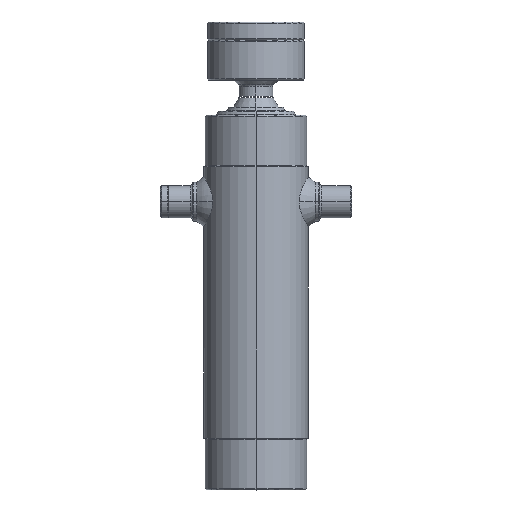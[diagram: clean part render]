
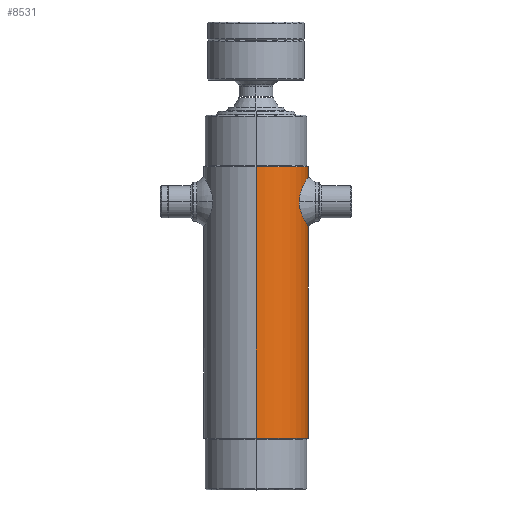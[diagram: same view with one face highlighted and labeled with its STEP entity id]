
A CAD part, top view. The second image highlights one B-rep face of the part: STEP entity #8531.
In plain terms, the highlighted cylindrical face has radius 40.4 mm (diameter 80.8 mm), a partial arc.
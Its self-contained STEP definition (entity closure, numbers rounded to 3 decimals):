
#106 = ORIENTED_EDGE ( 'NONE', *, *, #7791, .T. ) ;
#300 = DIRECTION ( 'NONE',  ( 0., 1., 0. ) ) ;
#373 = CARTESIAN_POINT ( 'NONE',  ( 0., 305.389, 40.4 ) ) ;
#773 = VECTOR ( 'NONE', #2887, 1000. ) ;
#1126 = FACE_OUTER_BOUND ( 'NONE', #5955, .T. ) ;
#1307 = EDGE_CURVE ( 'NONE', #9192, #4444, #5694, .T. ) ;
#1337 = EDGE_CURVE ( 'NONE', #4444, #5677, #4059, .T. ) ;
#1348 = DIRECTION ( 'NONE',  ( 0., 1., 0. ) ) ;
#2114 = CARTESIAN_POINT ( 'NONE',  ( 0., 250., 0. ) ) ;
#2138 = CARTESIAN_POINT ( 'NONE',  ( 0., 40., -40.4 ) ) ;
#2538 = ORIENTED_EDGE ( 'NONE', *, *, #1307, .F. ) ;
#2572 = CARTESIAN_POINT ( 'NONE',  ( 0., 305.389, 0. ) ) ;
#2606 = EDGE_CURVE ( 'NONE', #4535, #5677, #5653, .T. ) ;
#2887 = DIRECTION ( 'NONE',  ( 0., 1., 0. ) ) ;
#3648 = CARTESIAN_POINT ( 'NONE',  ( 0., 250., 40.4 ) ) ;
#4059 = CIRCLE ( 'NONE', #5510, 40.4 ) ;
#4131 = DIRECTION ( 'NONE',  ( 0., 0., 1. ) ) ;
#4399 = CARTESIAN_POINT ( 'NONE',  ( 0., 305.389, -40.4 ) ) ;
#4444 = VERTEX_POINT ( 'NONE', #3648 ) ;
#4535 = VERTEX_POINT ( 'NONE', #2138 ) ;
#4930 = AXIS2_PLACEMENT_3D ( 'NONE', #2572, #7039, #4131 ) ;
#5510 = AXIS2_PLACEMENT_3D ( 'NONE', #2114, #9744, #9709 ) ;
#5653 = LINE ( 'NONE', #4399, #773 ) ;
#5677 = VERTEX_POINT ( 'NONE', #6957 ) ;
#5694 = LINE ( 'NONE', #373, #5761 ) ;
#5761 = VECTOR ( 'NONE', #300, 1000. ) ;
#5948 = CARTESIAN_POINT ( 'NONE',  ( 0., 40., 0. ) ) ;
#5955 = EDGE_LOOP ( 'NONE', ( #106, #8530, #7854, #2538 ) ) ;
#6664 = DIRECTION ( 'NONE',  ( 0., 0., 1. ) ) ;
#6957 = CARTESIAN_POINT ( 'NONE',  ( 0., 250., -40.4 ) ) ;
#7039 = DIRECTION ( 'NONE',  ( 0., 1., 0. ) ) ;
#7497 = CIRCLE ( 'NONE', #7731, 40.4 ) ;
#7731 = AXIS2_PLACEMENT_3D ( 'NONE', #5948, #1348, #6664 ) ;
#7791 = EDGE_CURVE ( 'NONE', #9192, #4535, #7497, .T. ) ;
#7854 = ORIENTED_EDGE ( 'NONE', *, *, #1337, .F. ) ;
#8530 = ORIENTED_EDGE ( 'NONE', *, *, #2606, .T. ) ;
#8531 = ADVANCED_FACE ( 'NONE', ( #1126 ), #8616, .T. ) ;
#8616 = CYLINDRICAL_SURFACE ( 'NONE', #4930, 40.4 ) ;
#8994 = CARTESIAN_POINT ( 'NONE',  ( 0., 40., 40.4 ) ) ;
#9192 = VERTEX_POINT ( 'NONE', #8994 ) ;
#9709 = DIRECTION ( 'NONE',  ( 0., 0., 1. ) ) ;
#9744 = DIRECTION ( 'NONE',  ( 0., 1., 0. ) ) ;
